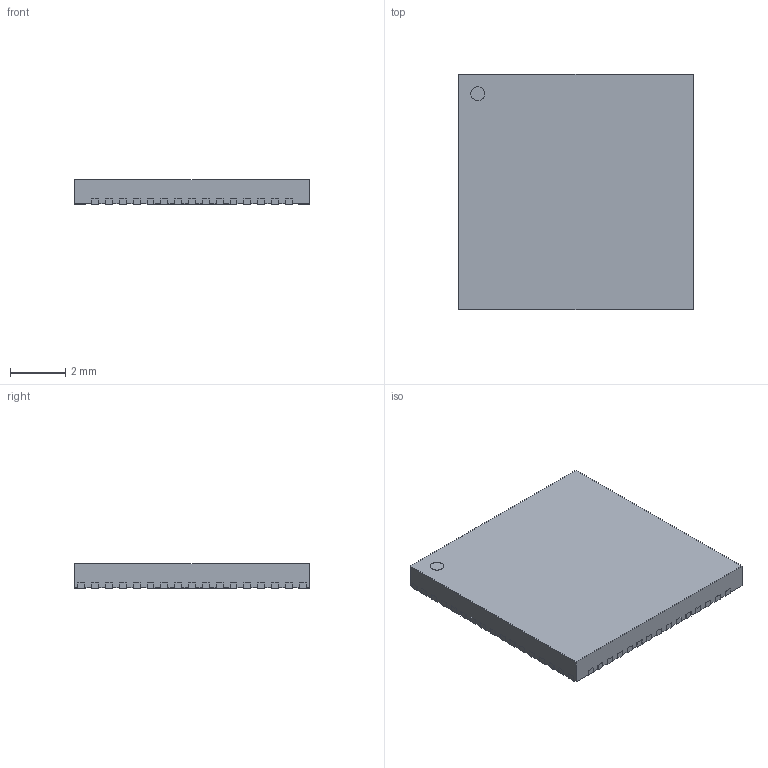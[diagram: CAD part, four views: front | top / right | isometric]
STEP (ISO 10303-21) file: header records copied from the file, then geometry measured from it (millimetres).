
FILE_DESCRIPTION(/* description */ ('model of QFN-64-1EP_8.5x8.5mm_P0.5mm'),/* implementation_level */ '2;1');
FILE_NAME(/* name */ 'QFN-64-1EP_8.5x8.5mm_P0.5mm.step',/* time_stamp */ '2024-02-13T15:09:46',/* author */ ('KiCAD','kicad'),/* organization */ ('OCCT'),/* preprocessor_version */ '',/* originating_system */ 'KiCAD',/* authorisation */ '');
FILE_SCHEMA(('AUTOMOTIVE_DESIGN { 1 0 10303 214 1 1 1 1 }'));
Length unit declared in the file: millimetre
Products named in the file (1): QFN-64-1EP_8.5x8.5mm_P0.5mm
Bounding box: 8.5 x 8.5 x 0.9 mm (x, y, z)
Volume: 63.6 mm3; surface area: 176 mm2
Topology: 1 solids, 1 shells, 398 faces, 1182 edges, 788 vertices
Faces by surface type: plane 333, cylinder 65
Full cylindrical faces by diameter (mm): 0.5 x1
Entity records: 16772 total; most frequent: CARTESIAN_POINT 2369, ORIENTED_EDGE 2364, DIRECTION 2110, EDGE_CURVE 1182, LINE 1052, VECTOR 1052, VERTEX_POINT 788, AXIS2_PLACEMENT_3D 529
